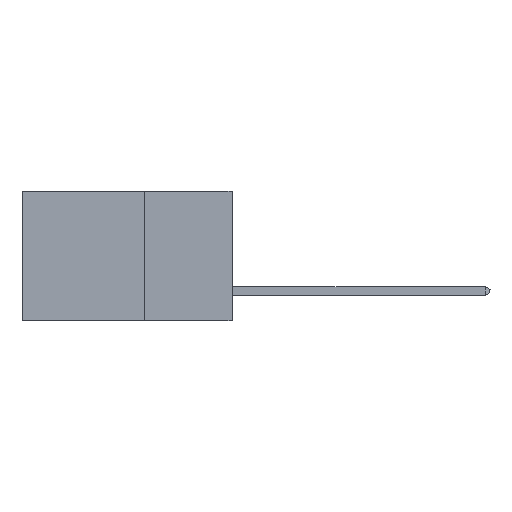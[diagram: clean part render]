
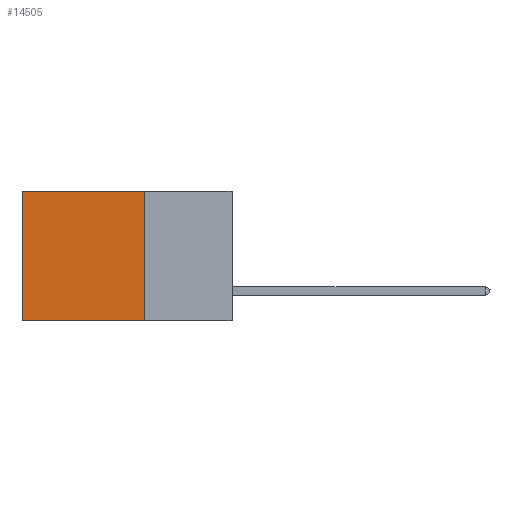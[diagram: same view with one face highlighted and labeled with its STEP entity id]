
A CAD part, left-side view. The second image highlights one B-rep face of the part: STEP entity #14505.
In plain terms, the highlighted planar face has unit normal (-1, 0, 0).
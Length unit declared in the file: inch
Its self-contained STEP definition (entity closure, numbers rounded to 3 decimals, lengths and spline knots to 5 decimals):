
#281 = VERTEX_POINT ( 'NONE', #16042 ) ;
#356 = DIRECTION ( 'NONE',  ( 0., 0., -1. ) ) ;
#720 = ORIENTED_EDGE ( 'NONE', *, *, #19896, .T. ) ;
#1089 = VECTOR ( 'NONE', #5687, 39.37008 ) ;
#2062 = EDGE_CURVE ( 'NONE', #5225, #28488, #19007, .T. ) ;
#2372 = CARTESIAN_POINT ( 'NONE',  ( 0.2875, 0.6, 0. ) ) ;
#4048 = DIRECTION ( 'NONE',  ( 1., 0., 0. ) ) ;
#5225 = VERTEX_POINT ( 'NONE', #37591 ) ;
#5317 = DIRECTION ( 'NONE',  ( 0., 0., -1. ) ) ;
#5687 = DIRECTION ( 'NONE',  ( 0., 1., 0. ) ) ;
#6700 = VERTEX_POINT ( 'NONE', #2372 ) ;
#7660 = LINE ( 'NONE', #42303, #42436 ) ;
#7815 = EDGE_CURVE ( 'NONE', #6700, #28488, #7660, .T. ) ;
#9557 = ORIENTED_EDGE ( 'NONE', *, *, #2062, .F. ) ;
#10050 = LINE ( 'NONE', #33981, #15301 ) ;
#13771 = EDGE_CURVE ( 'NONE', #281, #5225, #35827, .T. ) ;
#14505 = ADVANCED_FACE ( 'NONE', ( #33717 ), #27169, .F. ) ;
#14749 = VECTOR ( 'NONE', #20005, 39.37008 ) ;
#15301 = VECTOR ( 'NONE', #31920, 39.37008 ) ;
#16042 = CARTESIAN_POINT ( 'NONE',  ( 0.2875, 0.25, 0. ) ) ;
#17003 = AXIS2_PLACEMENT_3D ( 'NONE', #19810, #4048, #356 ) ;
#19007 = LINE ( 'NONE', #22800, #1089 ) ;
#19810 = CARTESIAN_POINT ( 'NONE',  ( 0.2875, 0.25, 0. ) ) ;
#19896 = EDGE_CURVE ( 'NONE', #281, #6700, #10050, .T. ) ;
#20005 = DIRECTION ( 'NONE',  ( 0., 0., -1. ) ) ;
#20088 = CARTESIAN_POINT ( 'NONE',  ( 0.2875, 0.6, -0.37 ) ) ;
#22800 = CARTESIAN_POINT ( 'NONE',  ( 0.2875, 0.25, -0.37 ) ) ;
#25181 = ORIENTED_EDGE ( 'NONE', *, *, #13771, .F. ) ;
#27169 = PLANE ( 'NONE',  #17003 ) ;
#28488 = VERTEX_POINT ( 'NONE', #20088 ) ;
#31920 = DIRECTION ( 'NONE',  ( 0., 1., 0. ) ) ;
#33717 = FACE_OUTER_BOUND ( 'NONE', #37810, .T. ) ;
#33981 = CARTESIAN_POINT ( 'NONE',  ( 0.2875, 0.25, 0. ) ) ;
#35827 = LINE ( 'NONE', #36645, #14749 ) ;
#36645 = CARTESIAN_POINT ( 'NONE',  ( 0.2875, 0.25, 0. ) ) ;
#37591 = CARTESIAN_POINT ( 'NONE',  ( 0.2875, 0.25, -0.37 ) ) ;
#37810 = EDGE_LOOP ( 'NONE', ( #43421, #9557, #25181, #720 ) ) ;
#42303 = CARTESIAN_POINT ( 'NONE',  ( 0.2875, 0.6, 0. ) ) ;
#42436 = VECTOR ( 'NONE', #5317, 39.37008 ) ;
#43421 = ORIENTED_EDGE ( 'NONE', *, *, #7815, .T. ) ;
